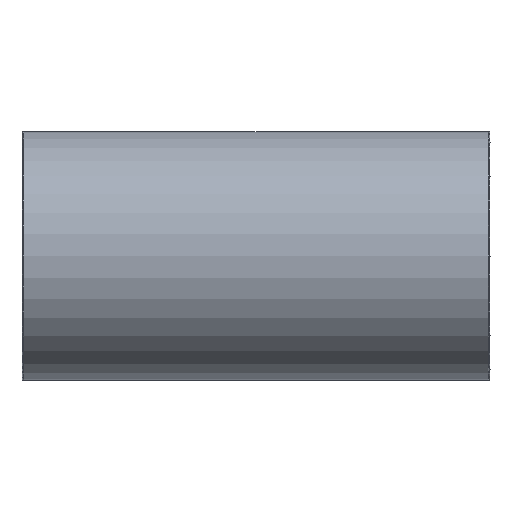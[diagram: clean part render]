
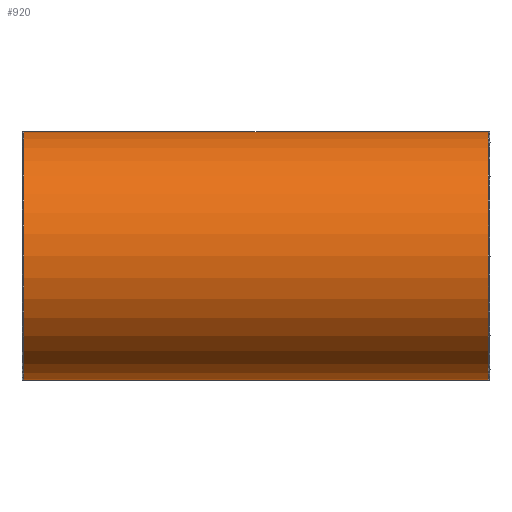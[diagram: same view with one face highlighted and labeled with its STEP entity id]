
A CAD part, front view. The second image highlights one B-rep face of the part: STEP entity #920.
In plain terms, the highlighted cylindrical face has radius 90 mm (diameter 180 mm), a full revolution.
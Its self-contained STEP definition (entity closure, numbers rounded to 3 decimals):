
#920=ADVANCED_FACE('',(#1455,#1456,#1457),#1279,.T.);
#1279=CYLINDRICAL_SURFACE('',#6034,90.);
#1355=CIRCLE('',#6030,90.);
#1356=CIRCLE('',#6031,90.);
#1410=ELLIPSE('',#6032,130.848,90.);
#1411=ELLIPSE('',#6033,130.848,90.);
#1455=FACE_BOUND('',#1602,.T.);
#1456=FACE_BOUND('',#1603,.T.);
#1457=FACE_BOUND('',#1604,.T.);
#1602=EDGE_LOOP('',(#2224));
#1603=EDGE_LOOP('',(#2225));
#1604=EDGE_LOOP('',(#2226,#2227));
#2224=ORIENTED_EDGE('',*,*,#4640,.T.);
#2225=ORIENTED_EDGE('',*,*,#4641,.F.);
#2226=ORIENTED_EDGE('',*,*,#4642,.T.);
#2227=ORIENTED_EDGE('',*,*,#4643,.T.);
#3897=VERTEX_POINT('',#8602);
#3898=VERTEX_POINT('',#8603);
#4006=VERTEX_POINT('',#10835);
#4007=VERTEX_POINT('',#10837);
#4640=EDGE_CURVE('',#4006,#4006,#1355,.T.);
#4641=EDGE_CURVE('',#4007,#4007,#1356,.T.);
#4642=EDGE_CURVE('',#3898,#3897,#1410,.T.);
#4643=EDGE_CURVE('',#3897,#3898,#1411,.T.);
#6030=AXIS2_PLACEMENT_3D('',#10834,#6322,#6323);
#6031=AXIS2_PLACEMENT_3D('',#10836,#6324,#6325);
#6032=AXIS2_PLACEMENT_3D('',#10838,#6326,#6327);
#6033=AXIS2_PLACEMENT_3D('',#10839,#6328,#6329);
#6034=AXIS2_PLACEMENT_3D('',#10840,#6330,#6331);
#6322=DIRECTION('',(-1.,0.,0.));
#6323=DIRECTION('',(0.,-1.,0.));
#6324=DIRECTION('',(-1.,0.,0.));
#6325=DIRECTION('',(0.,-1.,0.));
#6326=DIRECTION('',(0.688,-0.726,0.));
#6327=DIRECTION('',(-0.726,-0.688,0.));
#6328=DIRECTION('',(-0.688,-0.726,0.));
#6329=DIRECTION('',(0.726,-0.688,0.));
#6330=DIRECTION('',(-1.,0.,0.));
#6331=DIRECTION('',(0.,-1.,0.));
#8602=CARTESIAN_POINT('',(0.332,0.,90.));
#8603=CARTESIAN_POINT('',(0.332,0.,-90.));
#10834=CARTESIAN_POINT('',(168.332,0.,0.));
#10835=CARTESIAN_POINT('',(168.332,-90.,0.));
#10836=CARTESIAN_POINT('',(-167.668,0.,0.));
#10837=CARTESIAN_POINT('',(-167.668,-90.,0.));
#10838=CARTESIAN_POINT('',(0.332,0.,0.));
#10839=CARTESIAN_POINT('',(0.332,0.,0.));
#10840=CARTESIAN_POINT('',(169.332,0.,0.));
